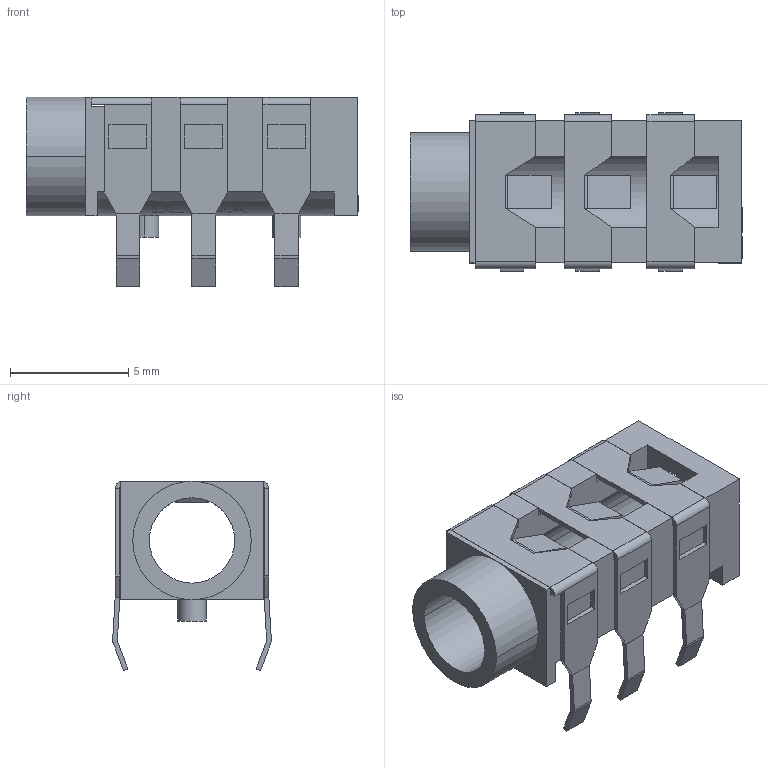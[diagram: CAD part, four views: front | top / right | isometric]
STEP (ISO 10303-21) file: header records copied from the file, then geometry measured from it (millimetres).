
FILE_DESCRIPTION (( 'STEP AP214' ), '1' );
FILE_NAME ('AUDIO-TH_PJ-3136-B.step', '2022-06-16T10:39:58', ( '' ), ( '' ), 'SwSTEP 2.0', 'SolidWorks 2020', '' );
FILE_SCHEMA (( 'AUTOMOTIVE_DESIGN' ));
Length unit declared in the file: millimetre
Products named in the file (1): AUDIO-TH_PJ-3136-B
Bounding box: 14.01 x 6.7 x 8 mm (x, y, z)
Volume: 207.1 mm3; surface area: 712.4 mm2
Topology: 6 solids, 6 shells, 519 faces, 1390 edges, 908 vertices
Faces by surface type: plane 335, bspline 120, cylinder 64
Entity records: 23752 total; most frequent: CARTESIAN_POINT 5920, ORIENTED_EDGE 2780, DIRECTION 1957, EDGE_CURVE 1390, LINE 917, VECTOR 917, VERTEX_POINT 908, EDGE_LOOP 560
